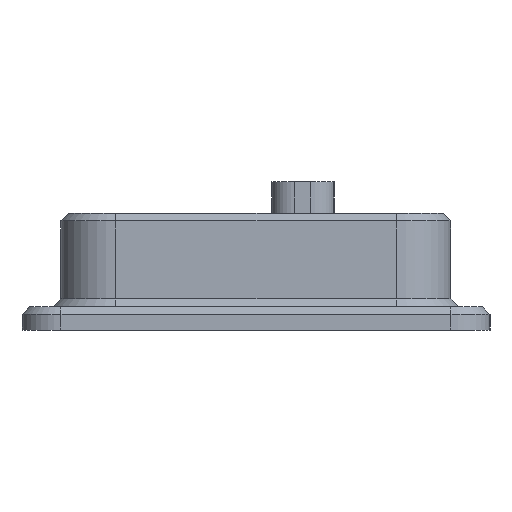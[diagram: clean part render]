
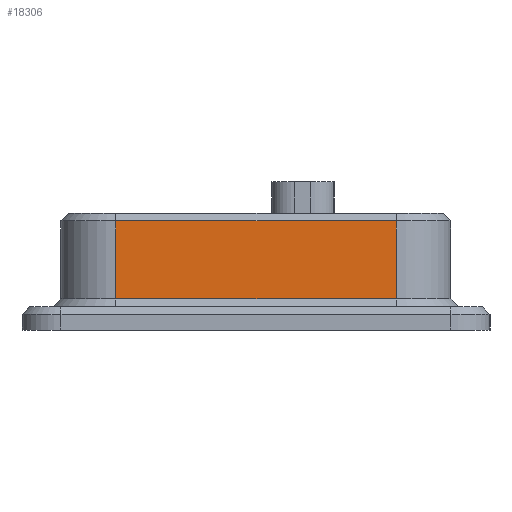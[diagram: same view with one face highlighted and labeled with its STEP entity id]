
A CAD part, left-side view. The second image highlights one B-rep face of the part: STEP entity #18306.
In plain terms, the highlighted planar face has unit normal (-1, 0, 0).
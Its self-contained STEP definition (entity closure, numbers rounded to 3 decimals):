
#5822 = PLANE('',#5823);
#5823 = AXIS2_PLACEMENT_3D('',#5824,#5825,#5826);
#5824 = CARTESIAN_POINT('',(2.5,48.,3.5));
#5825 = DIRECTION('',(-0.707,0.,0.707
    ));
#5826 = DIRECTION('',(0.,-1.,0.));
#15098 = VERTEX_POINT('',#15099);
#15099 = CARTESIAN_POINT('',(3.,12.,4.));
#15159 = CYLINDRICAL_SURFACE('',#15160,7.);
#15160 = AXIS2_PLACEMENT_3D('',#15161,#15162,#15163);
#15161 = CARTESIAN_POINT('',(10.,12.,3.));
#15162 = DIRECTION('',(-0.,-0.,-1.));
#15163 = DIRECTION('',(1.,0.,0.));
#15175 = VERTEX_POINT('',#15176);
#15176 = CARTESIAN_POINT('',(3.,48.,4.));
#15199 = EDGE_CURVE('',#15175,#15098,#15200,.T.);
#15200 = SURFACE_CURVE('',#15201,(#15205,#15212),.PCURVE_S1.);
#15201 = LINE('',#15202,#15203);
#15202 = CARTESIAN_POINT('',(3.,48.,4.));
#15203 = VECTOR('',#15204,1.);
#15204 = DIRECTION('',(0.,-1.,0.));
#15205 = PCURVE('',#5822,#15206);
#15206 = DEFINITIONAL_REPRESENTATION('',(#15207),#15211);
#15207 = LINE('',#15208,#15209);
#15208 = CARTESIAN_POINT('',(0.,0.707));
#15209 = VECTOR('',#15210,1.);
#15210 = DIRECTION('',(1.,0.));
#15211 = ( GEOMETRIC_REPRESENTATION_CONTEXT(2) 
PARAMETRIC_REPRESENTATION_CONTEXT() REPRESENTATION_CONTEXT('2D SPACE',''
  ) );
#15212 = PCURVE('',#15213,#15218);
#15213 = PLANE('',#15214);
#15214 = AXIS2_PLACEMENT_3D('',#15215,#15216,#15217);
#15215 = CARTESIAN_POINT('',(3.,48.,3.));
#15216 = DIRECTION('',(1.,0.,0.));
#15217 = DIRECTION('',(0.,-1.,0.));
#15218 = DEFINITIONAL_REPRESENTATION('',(#15219),#15223);
#15219 = LINE('',#15220,#15221);
#15220 = CARTESIAN_POINT('',(0.,-1.));
#15221 = VECTOR('',#15222,1.);
#15222 = DIRECTION('',(1.,0.));
#15223 = ( GEOMETRIC_REPRESENTATION_CONTEXT(2) 
PARAMETRIC_REPRESENTATION_CONTEXT() REPRESENTATION_CONTEXT('2D SPACE',''
  ) );
#15300 = CYLINDRICAL_SURFACE('',#15301,7.);
#15301 = AXIS2_PLACEMENT_3D('',#15302,#15303,#15304);
#15302 = CARTESIAN_POINT('',(10.,48.,3.));
#15303 = DIRECTION('',(-0.,-0.,-1.));
#15304 = DIRECTION('',(1.,0.,0.));
#18233 = EDGE_CURVE('',#15098,#18234,#18236,.T.);
#18234 = VERTEX_POINT('',#18235);
#18235 = CARTESIAN_POINT('',(3.,12.,14.));
#18236 = SURFACE_CURVE('',#18237,(#18241,#18248),.PCURVE_S1.);
#18237 = LINE('',#18238,#18239);
#18238 = CARTESIAN_POINT('',(3.,12.,3.));
#18239 = VECTOR('',#18240,1.);
#18240 = DIRECTION('',(0.,0.,1.));
#18241 = PCURVE('',#15159,#18242);
#18242 = DEFINITIONAL_REPRESENTATION('',(#18243),#18247);
#18243 = LINE('',#18244,#18245);
#18244 = CARTESIAN_POINT('',(-3.142,0.));
#18245 = VECTOR('',#18246,1.);
#18246 = DIRECTION('',(-0.,-1.));
#18247 = ( GEOMETRIC_REPRESENTATION_CONTEXT(2) 
PARAMETRIC_REPRESENTATION_CONTEXT() REPRESENTATION_CONTEXT('2D SPACE',''
  ) );
#18248 = PCURVE('',#15213,#18249);
#18249 = DEFINITIONAL_REPRESENTATION('',(#18250),#18254);
#18250 = LINE('',#18251,#18252);
#18251 = CARTESIAN_POINT('',(36.,0.));
#18252 = VECTOR('',#18253,1.);
#18253 = DIRECTION('',(0.,-1.));
#18254 = ( GEOMETRIC_REPRESENTATION_CONTEXT(2) 
PARAMETRIC_REPRESENTATION_CONTEXT() REPRESENTATION_CONTEXT('2D SPACE',''
  ) );
#18306 = ADVANCED_FACE('',(#18307),#15213,.F.);
#18307 = FACE_BOUND('',#18308,.F.);
#18308 = EDGE_LOOP('',(#18309,#18332,#18358,#18359));
#18309 = ORIENTED_EDGE('',*,*,#18310,.T.);
#18310 = EDGE_CURVE('',#15175,#18311,#18313,.T.);
#18311 = VERTEX_POINT('',#18312);
#18312 = CARTESIAN_POINT('',(3.,48.,14.));
#18313 = SURFACE_CURVE('',#18314,(#18318,#18325),.PCURVE_S1.);
#18314 = LINE('',#18315,#18316);
#18315 = CARTESIAN_POINT('',(3.,48.,3.));
#18316 = VECTOR('',#18317,1.);
#18317 = DIRECTION('',(0.,0.,1.));
#18318 = PCURVE('',#15213,#18319);
#18319 = DEFINITIONAL_REPRESENTATION('',(#18320),#18324);
#18320 = LINE('',#18321,#18322);
#18321 = CARTESIAN_POINT('',(0.,0.));
#18322 = VECTOR('',#18323,1.);
#18323 = DIRECTION('',(0.,-1.));
#18324 = ( GEOMETRIC_REPRESENTATION_CONTEXT(2) 
PARAMETRIC_REPRESENTATION_CONTEXT() REPRESENTATION_CONTEXT('2D SPACE',''
  ) );
#18325 = PCURVE('',#15300,#18326);
#18326 = DEFINITIONAL_REPRESENTATION('',(#18327),#18331);
#18327 = LINE('',#18328,#18329);
#18328 = CARTESIAN_POINT('',(-3.142,0.));
#18329 = VECTOR('',#18330,1.);
#18330 = DIRECTION('',(-0.,-1.));
#18331 = ( GEOMETRIC_REPRESENTATION_CONTEXT(2) 
PARAMETRIC_REPRESENTATION_CONTEXT() REPRESENTATION_CONTEXT('2D SPACE',''
  ) );
#18332 = ORIENTED_EDGE('',*,*,#18333,.T.);
#18333 = EDGE_CURVE('',#18311,#18234,#18334,.T.);
#18334 = SURFACE_CURVE('',#18335,(#18339,#18346),.PCURVE_S1.);
#18335 = LINE('',#18336,#18337);
#18336 = CARTESIAN_POINT('',(3.,48.,14.));
#18337 = VECTOR('',#18338,1.);
#18338 = DIRECTION('',(0.,-1.,0.));
#18339 = PCURVE('',#15213,#18340);
#18340 = DEFINITIONAL_REPRESENTATION('',(#18341),#18345);
#18341 = LINE('',#18342,#18343);
#18342 = CARTESIAN_POINT('',(0.,-11.));
#18343 = VECTOR('',#18344,1.);
#18344 = DIRECTION('',(1.,0.));
#18345 = ( GEOMETRIC_REPRESENTATION_CONTEXT(2) 
PARAMETRIC_REPRESENTATION_CONTEXT() REPRESENTATION_CONTEXT('2D SPACE',''
  ) );
#18346 = PCURVE('',#18347,#18352);
#18347 = PLANE('',#18348);
#18348 = AXIS2_PLACEMENT_3D('',#18349,#18350,#18351);
#18349 = CARTESIAN_POINT('',(3.5,48.,14.5));
#18350 = DIRECTION('',(0.707,0.,
    -0.707));
#18351 = DIRECTION('',(0.,1.,0.));
#18352 = DEFINITIONAL_REPRESENTATION('',(#18353),#18357);
#18353 = LINE('',#18354,#18355);
#18354 = CARTESIAN_POINT('',(-0.,-0.707));
#18355 = VECTOR('',#18356,1.);
#18356 = DIRECTION('',(-1.,0.));
#18357 = ( GEOMETRIC_REPRESENTATION_CONTEXT(2) 
PARAMETRIC_REPRESENTATION_CONTEXT() REPRESENTATION_CONTEXT('2D SPACE',''
  ) );
#18358 = ORIENTED_EDGE('',*,*,#18233,.F.);
#18359 = ORIENTED_EDGE('',*,*,#15199,.F.);
